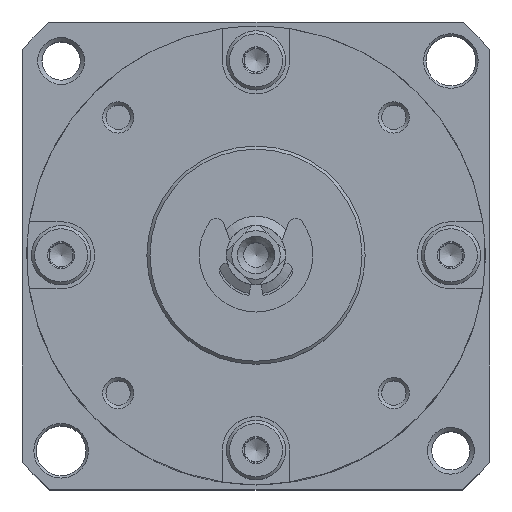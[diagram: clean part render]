
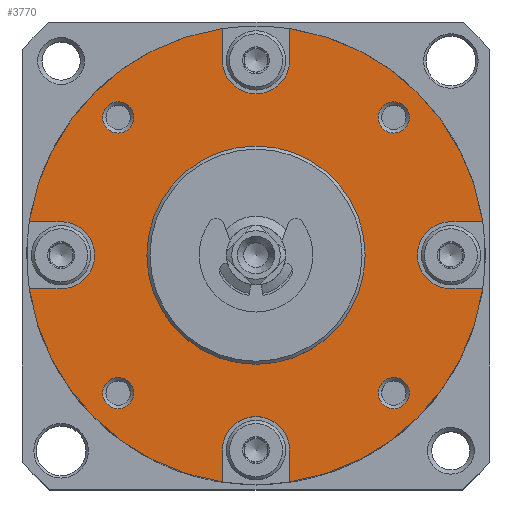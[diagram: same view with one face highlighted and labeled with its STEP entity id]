
A CAD part, top view. The second image highlights one B-rep face of the part: STEP entity #3770.
In plain terms, the highlighted face is planar.
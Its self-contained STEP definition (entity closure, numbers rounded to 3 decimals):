
#53=PLANE('',#4102);
#312=LINE('',#6115,#538);
#313=LINE('',#6119,#539);
#314=LINE('',#6120,#540);
#315=LINE('',#6124,#541);
#316=LINE('',#6125,#542);
#317=LINE('',#6129,#543);
#318=LINE('',#6130,#544);
#319=LINE('',#6134,#545);
#538=VECTOR('',#4707,1000.);
#539=VECTOR('',#4710,1000.);
#540=VECTOR('',#4711,1000.);
#541=VECTOR('',#4714,1000.);
#542=VECTOR('',#4715,1000.);
#543=VECTOR('',#4718,1000.);
#544=VECTOR('',#4719,1000.);
#545=VECTOR('',#4722,1000.);
#831=ORIENTED_EDGE('',*,*,#1875,.F.);
#832=ORIENTED_EDGE('',*,*,#1876,.F.);
#833=ORIENTED_EDGE('',*,*,#1877,.T.);
#834=ORIENTED_EDGE('',*,*,#1868,.F.);
#835=ORIENTED_EDGE('',*,*,#1878,.F.);
#836=ORIENTED_EDGE('',*,*,#1879,.T.);
#837=ORIENTED_EDGE('',*,*,#1880,.T.);
#838=ORIENTED_EDGE('',*,*,#1864,.F.);
#839=ORIENTED_EDGE('',*,*,#1881,.F.);
#840=ORIENTED_EDGE('',*,*,#1882,.T.);
#841=ORIENTED_EDGE('',*,*,#1883,.T.);
#842=ORIENTED_EDGE('',*,*,#1860,.F.);
#843=ORIENTED_EDGE('',*,*,#1884,.F.);
#844=ORIENTED_EDGE('',*,*,#1885,.T.);
#845=ORIENTED_EDGE('',*,*,#1886,.T.);
#846=ORIENTED_EDGE('',*,*,#1872,.F.);
#847=ORIENTED_EDGE('',*,*,#1887,.T.);
#848=ORIENTED_EDGE('',*,*,#1888,.T.);
#849=ORIENTED_EDGE('',*,*,#1889,.T.);
#850=ORIENTED_EDGE('',*,*,#1890,.T.);
#851=ORIENTED_EDGE('',*,*,#1891,.T.);
#1860=EDGE_CURVE('',#2357,#2359,#2699,.T.);
#1864=EDGE_CURVE('',#2362,#2363,#2701,.T.);
#1868=EDGE_CURVE('',#2366,#2367,#2703,.T.);
#1872=EDGE_CURVE('',#2370,#2371,#2705,.T.);
#1875=EDGE_CURVE('',#2373,#2370,#312,.T.);
#1876=EDGE_CURVE('',#2374,#2373,#2707,.F.);
#1877=EDGE_CURVE('',#2374,#2367,#313,.T.);
#1878=EDGE_CURVE('',#2375,#2366,#314,.T.);
#1879=EDGE_CURVE('',#2375,#2376,#2708,.T.);
#1880=EDGE_CURVE('',#2376,#2363,#315,.T.);
#1881=EDGE_CURVE('',#2377,#2362,#316,.T.);
#1882=EDGE_CURVE('',#2377,#2378,#2709,.T.);
#1883=EDGE_CURVE('',#2378,#2359,#317,.T.);
#1884=EDGE_CURVE('',#2379,#2357,#318,.T.);
#1885=EDGE_CURVE('',#2379,#2380,#2710,.T.);
#1886=EDGE_CURVE('',#2380,#2371,#319,.T.);
#1887=EDGE_CURVE('',#2381,#2381,#2711,.T.);
#1888=EDGE_CURVE('',#2382,#2382,#2712,.T.);
#1889=EDGE_CURVE('',#2383,#2383,#2713,.T.);
#1890=EDGE_CURVE('',#2384,#2384,#2714,.T.);
#1891=EDGE_CURVE('',#2385,#2385,#2715,.T.);
#2357=VERTEX_POINT('',#6083);
#2359=VERTEX_POINT('',#6086);
#2362=VERTEX_POINT('',#6092);
#2363=VERTEX_POINT('',#6094);
#2366=VERTEX_POINT('',#6100);
#2367=VERTEX_POINT('',#6102);
#2370=VERTEX_POINT('',#6108);
#2371=VERTEX_POINT('',#6110);
#2373=VERTEX_POINT('',#6116);
#2374=VERTEX_POINT('',#6118);
#2375=VERTEX_POINT('',#6121);
#2376=VERTEX_POINT('',#6123);
#2377=VERTEX_POINT('',#6126);
#2378=VERTEX_POINT('',#6128);
#2379=VERTEX_POINT('',#6131);
#2380=VERTEX_POINT('',#6133);
#2381=VERTEX_POINT('',#6136);
#2382=VERTEX_POINT('',#6138);
#2383=VERTEX_POINT('',#6140);
#2384=VERTEX_POINT('',#6142);
#2385=VERTEX_POINT('',#6144);
#2699=CIRCLE('',#4094,14.7);
#2701=CIRCLE('',#4096,14.7);
#2703=CIRCLE('',#4098,14.7);
#2705=CIRCLE('',#4100,14.7);
#2707=CIRCLE('',#4103,2.15);
#2708=CIRCLE('',#4104,2.15);
#2709=CIRCLE('',#4105,2.15);
#2710=CIRCLE('',#4106,2.15);
#2711=CIRCLE('',#4107,1.);
#2712=CIRCLE('',#4108,1.);
#2713=CIRCLE('',#4109,1.);
#2714=CIRCLE('',#4110,1.);
#2715=CIRCLE('',#4111,7.);
#2936=EDGE_LOOP('',(#831,#832,#833,#834,#835,#836,#837,#838,#839,#840,#841,
#842,#843,#844,#845,#846));
#2937=EDGE_LOOP('',(#847));
#2938=EDGE_LOOP('',(#848));
#2939=EDGE_LOOP('',(#849));
#2940=EDGE_LOOP('',(#850));
#2941=EDGE_LOOP('',(#851));
#3321=FACE_BOUND('',#2936,.T.);
#3322=FACE_BOUND('',#2937,.T.);
#3323=FACE_BOUND('',#2938,.T.);
#3324=FACE_BOUND('',#2939,.T.);
#3325=FACE_BOUND('',#2940,.T.);
#3326=FACE_BOUND('',#2941,.T.);
#3770=ADVANCED_FACE('',(#3321,#3322,#3323,#3324,#3325,#3326),#53,.F.);
#4094=AXIS2_PLACEMENT_3D('',#6085,#4682,#4683);
#4096=AXIS2_PLACEMENT_3D('',#6093,#4688,#4689);
#4098=AXIS2_PLACEMENT_3D('',#6101,#4694,#4695);
#4100=AXIS2_PLACEMENT_3D('',#6109,#4700,#4701);
#4102=AXIS2_PLACEMENT_3D('',#6114,#4705,#4706);
#4103=AXIS2_PLACEMENT_3D('',#6117,#4708,#4709);
#4104=AXIS2_PLACEMENT_3D('',#6122,#4712,#4713);
#4105=AXIS2_PLACEMENT_3D('',#6127,#4716,#4717);
#4106=AXIS2_PLACEMENT_3D('',#6132,#4720,#4721);
#4107=AXIS2_PLACEMENT_3D('',#6135,#4723,#4724);
#4108=AXIS2_PLACEMENT_3D('',#6137,#4725,#4726);
#4109=AXIS2_PLACEMENT_3D('',#6139,#4727,#4728);
#4110=AXIS2_PLACEMENT_3D('',#6141,#4729,#4730);
#4111=AXIS2_PLACEMENT_3D('',#6143,#4731,#4732);
#4682=DIRECTION('',(1.,0.,0.));
#4683=DIRECTION('',(0.,0.,-1.));
#4688=DIRECTION('',(1.,0.,0.));
#4689=DIRECTION('',(0.,0.,-1.));
#4694=DIRECTION('',(1.,0.,0.));
#4695=DIRECTION('',(0.,0.,-1.));
#4700=DIRECTION('',(1.,0.,0.));
#4701=DIRECTION('',(0.,0.,-1.));
#4705=DIRECTION('',(1.,0.,0.));
#4706=DIRECTION('',(0.,0.,-1.));
#4707=DIRECTION('',(0.,1.,0.));
#4708=DIRECTION('',(1.,0.,0.));
#4709=DIRECTION('',(0.,0.,-1.));
#4710=DIRECTION('',(0.,1.,0.));
#4711=DIRECTION('',(0.,0.,-1.));
#4712=DIRECTION('',(1.,0.,0.));
#4713=DIRECTION('',(0.,0.,-1.));
#4714=DIRECTION('',(0.,0.,-1.));
#4715=DIRECTION('',(0.,-1.,0.));
#4716=DIRECTION('',(1.,0.,0.));
#4717=DIRECTION('',(0.,0.,-1.));
#4718=DIRECTION('',(0.,-1.,0.));
#4719=DIRECTION('',(0.,0.,1.));
#4720=DIRECTION('',(1.,0.,0.));
#4721=DIRECTION('',(0.,0.,-1.));
#4722=DIRECTION('',(0.,0.,1.));
#4723=DIRECTION('',(1.,0.,0.));
#4724=DIRECTION('',(0.,0.,-1.));
#4725=DIRECTION('',(1.,0.,0.));
#4726=DIRECTION('',(0.,0.,-1.));
#4727=DIRECTION('',(1.,0.,0.));
#4728=DIRECTION('',(0.,0.,-1.));
#4729=DIRECTION('',(1.,0.,0.));
#4730=DIRECTION('',(0.,0.,-1.));
#4731=DIRECTION('',(1.,0.,0.));
#4732=DIRECTION('',(0.,0.,-1.));
#6083=CARTESIAN_POINT('',(-33.5,-2.15,14.542));
#6085=CARTESIAN_POINT('',(-33.5,0.,0.));
#6086=CARTESIAN_POINT('',(-33.5,-14.542,2.15));
#6092=CARTESIAN_POINT('',(-33.5,-14.542,-2.15));
#6093=CARTESIAN_POINT('',(-33.5,0.,0.));
#6094=CARTESIAN_POINT('',(-33.5,-2.15,-14.542));
#6100=CARTESIAN_POINT('',(-33.5,2.15,-14.542));
#6101=CARTESIAN_POINT('',(-33.5,0.,0.));
#6102=CARTESIAN_POINT('',(-33.5,14.542,-2.15));
#6108=CARTESIAN_POINT('',(-33.5,14.542,2.15));
#6109=CARTESIAN_POINT('',(-33.5,0.,0.));
#6110=CARTESIAN_POINT('',(-33.5,2.15,14.542));
#6114=CARTESIAN_POINT('',(-33.5,7.,0.));
#6115=CARTESIAN_POINT('',(-33.5,7.,2.15));
#6116=CARTESIAN_POINT('',(-33.5,12.5,2.15));
#6117=CARTESIAN_POINT('',(-33.5,12.5,0.));
#6118=CARTESIAN_POINT('',(-33.5,12.5,-2.15));
#6119=CARTESIAN_POINT('',(-33.5,12.5,-2.15));
#6120=CARTESIAN_POINT('',(-33.5,2.15,0.));
#6121=CARTESIAN_POINT('',(-33.5,2.15,-12.5));
#6122=CARTESIAN_POINT('',(-33.5,0.,-12.5));
#6123=CARTESIAN_POINT('',(-33.5,-2.15,-12.5));
#6124=CARTESIAN_POINT('',(-33.5,-2.15,-12.5));
#6125=CARTESIAN_POINT('',(-33.5,7.,-2.15));
#6126=CARTESIAN_POINT('',(-33.5,-12.5,-2.15));
#6127=CARTESIAN_POINT('',(-33.5,-12.5,0.));
#6128=CARTESIAN_POINT('',(-33.5,-12.5,2.15));
#6129=CARTESIAN_POINT('',(-33.5,-12.5,2.15));
#6130=CARTESIAN_POINT('',(-33.5,-2.15,0.));
#6131=CARTESIAN_POINT('',(-33.5,-2.15,12.5));
#6132=CARTESIAN_POINT('',(-33.5,0.,12.5));
#6133=CARTESIAN_POINT('',(-33.5,2.15,12.5));
#6134=CARTESIAN_POINT('',(-33.5,2.15,12.5));
#6135=CARTESIAN_POINT('',(-33.5,8.839,-8.839));
#6136=CARTESIAN_POINT('',(-33.5,8.839,-9.839));
#6137=CARTESIAN_POINT('',(-33.5,-8.839,8.839));
#6138=CARTESIAN_POINT('',(-33.5,-8.839,7.839));
#6139=CARTESIAN_POINT('',(-33.5,-8.839,-8.839));
#6140=CARTESIAN_POINT('',(-33.5,-8.839,-9.839));
#6141=CARTESIAN_POINT('',(-33.5,8.839,8.839));
#6142=CARTESIAN_POINT('',(-33.5,8.839,7.839));
#6143=CARTESIAN_POINT('',(-33.5,0.,0.));
#6144=CARTESIAN_POINT('',(-33.5,0.,-7.));
